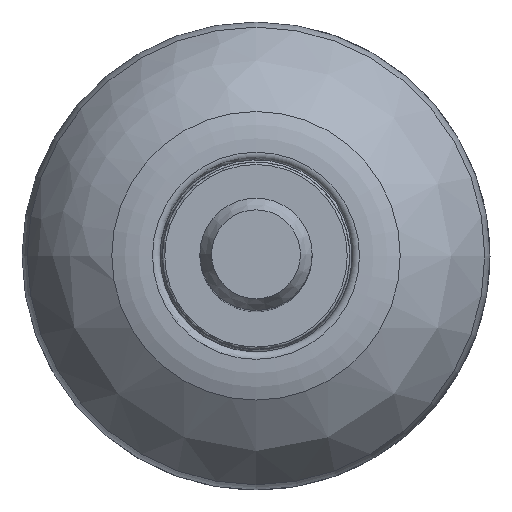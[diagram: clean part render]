
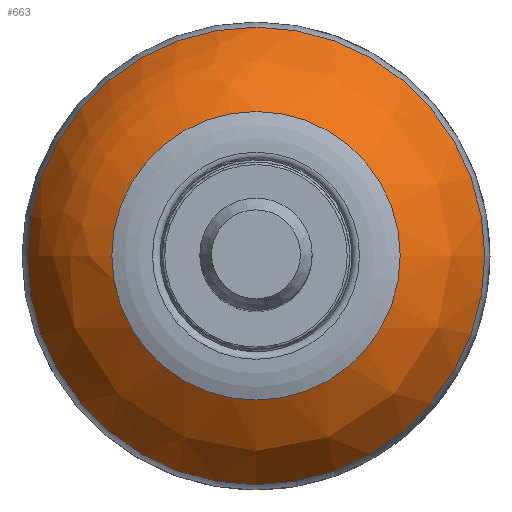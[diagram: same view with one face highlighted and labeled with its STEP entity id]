
A CAD part, top view. The second image highlights one B-rep face of the part: STEP entity #663.
In plain terms, the highlighted free-form (B-spline) face has degree [2, 2] with [3, 9] control points.
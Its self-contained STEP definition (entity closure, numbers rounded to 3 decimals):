
#45=(
BOUNDED_SURFACE()
B_SPLINE_SURFACE(2,2,((#1198,#1199,#1200,#1201,#1202,#1203,#1204,#1205,
#1206),(#1207,#1208,#1209,#1210,#1211,#1212,#1213,#1214,#1215),(#1216,#1217,
#1218,#1219,#1220,#1221,#1222,#1223,#1224)),.UNSPECIFIED.,.F.,.T.,.F.)
B_SPLINE_SURFACE_WITH_KNOTS((3,3),(3,2,2,2,3),(0.375,1.144),
(-3.142,-1.571,0.,1.571,3.142),
 .UNSPECIFIED.)
GEOMETRIC_REPRESENTATION_ITEM()
RATIONAL_B_SPLINE_SURFACE(((1.,0.707,1.,0.707,1.,
0.707,1.,0.707,1.),(0.927,0.655,
0.927,0.655,0.927,0.655,
0.927,0.655,0.927),(1.,0.707,
1.,0.707,1.,0.707,1.,0.707,1.)))
REPRESENTATION_ITEM('')
SURFACE()
);
#83=FACE_OUTER_BOUND('',#128,.T.);
#128=EDGE_LOOP('',(#492,#493,#494,#495));
#225=CIRCLE('',#792,15.408);
#226=CIRCLE('',#793,17.474);
#227=CIRCLE('',#794,24.438);
#299=VERTEX_POINT('',#1225);
#300=VERTEX_POINT('',#1227);
#371=EDGE_CURVE('',#299,#299,#225,.T.);
#372=EDGE_CURVE('',#299,#300,#226,.T.);
#373=EDGE_CURVE('',#300,#300,#227,.T.);
#492=ORIENTED_EDGE('',*,*,#371,.T.);
#493=ORIENTED_EDGE('',*,*,#372,.T.);
#494=ORIENTED_EDGE('',*,*,#373,.F.);
#495=ORIENTED_EDGE('',*,*,#372,.F.);
#663=ADVANCED_FACE('',(#83),#45,.F.);
#792=AXIS2_PLACEMENT_3D('',#1226,#944,#945);
#793=AXIS2_PLACEMENT_3D('',#1228,#946,#947);
#794=AXIS2_PLACEMENT_3D('',#1229,#948,#949);
#944=DIRECTION('center_axis',(0.,0.,
-1.));
#945=DIRECTION('ref_axis',(0.,1.,0.));
#946=DIRECTION('center_axis',(0.,-1.,0.));
#947=DIRECTION('ref_axis',(-1.,0.,0.));
#948=DIRECTION('center_axis',(0.,0.,
-1.));
#949=DIRECTION('ref_axis',(0.,1.,0.));
#1198=CARTESIAN_POINT('Ctrl Pts',(-24.438,0.,
-7.373));
#1199=CARTESIAN_POINT('Ctrl Pts',(-24.438,-24.438,-7.373));
#1200=CARTESIAN_POINT('Ctrl Pts',(0.,-24.438,
-7.373));
#1201=CARTESIAN_POINT('Ctrl Pts',(24.438,-24.438,-7.373));
#1202=CARTESIAN_POINT('Ctrl Pts',(24.438,0.,
-7.373));
#1203=CARTESIAN_POINT('Ctrl Pts',(24.438,24.438,-7.373));
#1204=CARTESIAN_POINT('Ctrl Pts',(0.,24.438,
-7.373));
#1205=CARTESIAN_POINT('Ctrl Pts',(-24.438,24.438,-7.373));
#1206=CARTESIAN_POINT('Ctrl Pts',(-24.438,0.,
-7.373));
#1207=CARTESIAN_POINT('Ctrl Pts',(-21.847,0.,
-0.792));
#1208=CARTESIAN_POINT('Ctrl Pts',(-21.847,-21.847,-0.792));
#1209=CARTESIAN_POINT('Ctrl Pts',(0.,-21.847,
-0.792));
#1210=CARTESIAN_POINT('Ctrl Pts',(21.847,-21.847,-0.792));
#1211=CARTESIAN_POINT('Ctrl Pts',(21.847,0.,
-0.792));
#1212=CARTESIAN_POINT('Ctrl Pts',(21.847,21.847,-0.792));
#1213=CARTESIAN_POINT('Ctrl Pts',(0.,21.847,
-0.792));
#1214=CARTESIAN_POINT('Ctrl Pts',(-21.847,21.847,-0.792));
#1215=CARTESIAN_POINT('Ctrl Pts',(-21.847,0.,
-0.792));
#1216=CARTESIAN_POINT('Ctrl Pts',(-15.408,0.,
2.134));
#1217=CARTESIAN_POINT('Ctrl Pts',(-15.408,-15.408,2.134));
#1218=CARTESIAN_POINT('Ctrl Pts',(0.,-15.408,
2.134));
#1219=CARTESIAN_POINT('Ctrl Pts',(15.408,-15.408,2.134));
#1220=CARTESIAN_POINT('Ctrl Pts',(15.408,0.,
2.134));
#1221=CARTESIAN_POINT('Ctrl Pts',(15.408,15.408,2.134));
#1222=CARTESIAN_POINT('Ctrl Pts',(0.,15.408,
2.134));
#1223=CARTESIAN_POINT('Ctrl Pts',(-15.408,15.408,2.134));
#1224=CARTESIAN_POINT('Ctrl Pts',(-15.408,0.,
2.134));
#1225=CARTESIAN_POINT('',(-15.408,0.,2.134));
#1226=CARTESIAN_POINT('Origin',(0.,0.,
2.134));
#1227=CARTESIAN_POINT('',(-24.438,0.,-7.373));
#1228=CARTESIAN_POINT('Origin',(-8.179,0.,
-13.774));
#1229=CARTESIAN_POINT('Origin',(0.,0.,
-7.373));
